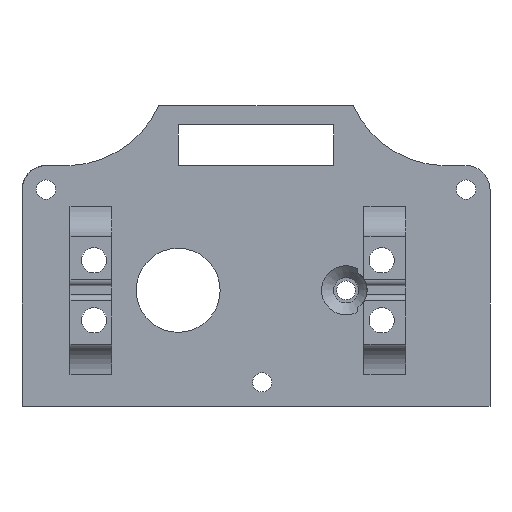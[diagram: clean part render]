
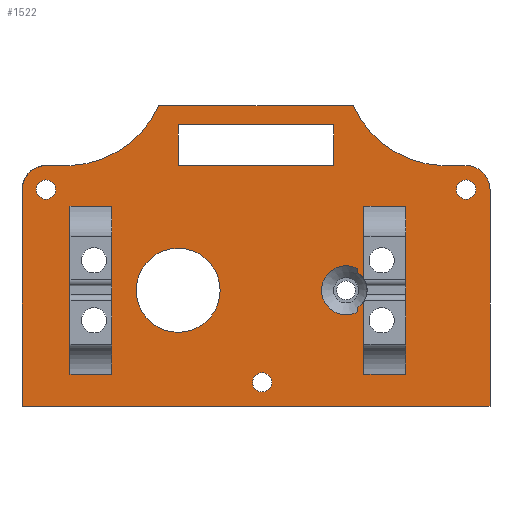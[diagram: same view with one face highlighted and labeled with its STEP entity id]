
A CAD part, front view. The second image highlights one B-rep face of the part: STEP entity #1522.
In plain terms, the highlighted planar face has unit normal (0, -1, 0).
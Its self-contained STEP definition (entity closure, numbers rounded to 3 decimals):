
#39=FACE_BOUND('',#199,.T.);
#40=FACE_BOUND('',#200,.T.);
#41=FACE_BOUND('',#201,.T.);
#42=FACE_BOUND('',#202,.T.);
#43=FACE_BOUND('',#203,.T.);
#44=FACE_BOUND('',#204,.T.);
#45=FACE_BOUND('',#205,.T.);
#115=FACE_OUTER_BOUND('',#198,.T.);
#198=EDGE_LOOP('',(#1133,#1134,#1135,#1136,#1137,#1138,#1139,#1140,#1141,
#1142));
#199=EDGE_LOOP('',(#1143,#1144,#1145,#1146));
#200=EDGE_LOOP('',(#1147));
#201=EDGE_LOOP('',(#1148));
#202=EDGE_LOOP('',(#1149,#1150,#1151,#1152,#1153,#1154,#1155,#1156,#1157,
#1158));
#203=EDGE_LOOP('',(#1159,#1160,#1161,#1162));
#204=EDGE_LOOP('',(#1163));
#205=EDGE_LOOP('',(#1164));
#294=CIRCLE('',#1627,3.5);
#298=CIRCLE('',#1631,3.5);
#312=CIRCLE('',#1653,4.);
#316=CIRCLE('',#1659,17.);
#317=CIRCLE('',#1660,17.);
#318=CIRCLE('',#1661,4.);
#319=CIRCLE('',#1662,1.6);
#320=CIRCLE('',#1663,7.);
#321=CIRCLE('',#1664,4.1);
#322=CIRCLE('',#1665,1.6);
#323=CIRCLE('',#1666,1.6);
#371=LINE('',#2251,#508);
#375=LINE('',#2263,#512);
#379=LINE('',#2274,#516);
#380=LINE('',#2277,#517);
#385=LINE('',#2292,#522);
#390=LINE('',#2306,#527);
#393=LINE('',#2317,#530);
#424=LINE('',#2444,#561);
#425=LINE('',#2448,#562);
#426=LINE('',#2452,#563);
#427=LINE('',#2456,#564);
#428=LINE('',#2458,#565);
#429=LINE('',#2459,#566);
#430=LINE('',#2462,#567);
#431=LINE('',#2464,#568);
#432=LINE('',#2466,#569);
#433=LINE('',#2467,#570);
#434=LINE('',#2474,#571);
#435=LINE('',#2476,#572);
#436=LINE('',#2477,#573);
#437=LINE('',#2478,#574);
#508=VECTOR('',#1783,10.);
#512=VECTOR('',#1793,10.);
#516=VECTOR('',#1801,10.);
#517=VECTOR('',#1804,10.);
#522=VECTOR('',#1819,10.);
#527=VECTOR('',#1832,10.);
#530=VECTOR('',#1839,10.);
#561=VECTOR('',#1936,10.);
#562=VECTOR('',#1939,10.);
#563=VECTOR('',#1942,10.);
#564=VECTOR('',#1945,10.);
#565=VECTOR('',#1946,10.);
#566=VECTOR('',#1947,10.);
#567=VECTOR('',#1948,10.);
#568=VECTOR('',#1949,10.);
#569=VECTOR('',#1950,10.);
#570=VECTOR('',#1951,10.);
#571=VECTOR('',#1958,10.);
#572=VECTOR('',#1959,10.);
#573=VECTOR('',#1960,10.);
#574=VECTOR('',#1961,10.);
#648=VERTEX_POINT('',#2248);
#649=VERTEX_POINT('',#2250);
#651=VERTEX_POINT('',#2255);
#654=VERTEX_POINT('',#2261);
#656=VERTEX_POINT('',#2266);
#659=VERTEX_POINT('',#2272);
#660=VERTEX_POINT('',#2276);
#665=VERTEX_POINT('',#2290);
#669=VERTEX_POINT('',#2304);
#670=VERTEX_POINT('',#2305);
#673=VERTEX_POINT('',#2315);
#680=VERTEX_POINT('',#2351);
#711=VERTEX_POINT('',#2429);
#712=VERTEX_POINT('',#2431);
#716=VERTEX_POINT('',#2443);
#717=VERTEX_POINT('',#2445);
#718=VERTEX_POINT('',#2447);
#719=VERTEX_POINT('',#2449);
#720=VERTEX_POINT('',#2451);
#721=VERTEX_POINT('',#2453);
#722=VERTEX_POINT('',#2455);
#723=VERTEX_POINT('',#2457);
#724=VERTEX_POINT('',#2460);
#725=VERTEX_POINT('',#2461);
#726=VERTEX_POINT('',#2463);
#727=VERTEX_POINT('',#2465);
#728=VERTEX_POINT('',#2468);
#729=VERTEX_POINT('',#2470);
#730=VERTEX_POINT('',#2472);
#731=VERTEX_POINT('',#2475);
#732=VERTEX_POINT('',#2479);
#733=VERTEX_POINT('',#2481);
#796=EDGE_CURVE('',#649,#648,#371,.T.);
#802=EDGE_CURVE('',#651,#654,#375,.T.);
#807=EDGE_CURVE('',#656,#659,#379,.T.);
#808=EDGE_CURVE('',#649,#660,#380,.T.);
#816=EDGE_CURVE('',#665,#648,#385,.T.);
#822=EDGE_CURVE('',#669,#670,#390,.T.);
#827=EDGE_CURVE('',#673,#654,#393,.T.);
#828=EDGE_CURVE('',#670,#659,#294,.T.);
#836=EDGE_CURVE('',#651,#680,#298,.T.);
#876=EDGE_CURVE('',#711,#712,#312,.T.);
#882=EDGE_CURVE('',#711,#716,#424,.T.);
#883=EDGE_CURVE('',#717,#716,#316,.T.);
#884=EDGE_CURVE('',#718,#717,#425,.T.);
#885=EDGE_CURVE('',#718,#719,#317,.F.);
#886=EDGE_CURVE('',#719,#720,#426,.T.);
#887=EDGE_CURVE('',#721,#720,#318,.T.);
#888=EDGE_CURVE('',#721,#722,#427,.T.);
#889=EDGE_CURVE('',#722,#723,#428,.T.);
#890=EDGE_CURVE('',#723,#712,#429,.T.);
#891=EDGE_CURVE('',#724,#725,#430,.T.);
#892=EDGE_CURVE('',#726,#724,#431,.T.);
#893=EDGE_CURVE('',#726,#727,#432,.T.);
#894=EDGE_CURVE('',#727,#725,#433,.T.);
#895=EDGE_CURVE('',#728,#728,#319,.T.);
#896=EDGE_CURVE('',#729,#729,#320,.T.);
#897=EDGE_CURVE('',#730,#669,#321,.T.);
#898=EDGE_CURVE('',#680,#730,#434,.T.);
#899=EDGE_CURVE('',#673,#731,#435,.T.);
#900=EDGE_CURVE('',#656,#731,#436,.T.);
#901=EDGE_CURVE('',#660,#665,#437,.T.);
#902=EDGE_CURVE('',#732,#732,#322,.T.);
#903=EDGE_CURVE('',#733,#733,#323,.T.);
#1133=ORIENTED_EDGE('',*,*,#876,.F.);
#1134=ORIENTED_EDGE('',*,*,#882,.T.);
#1135=ORIENTED_EDGE('',*,*,#883,.F.);
#1136=ORIENTED_EDGE('',*,*,#884,.F.);
#1137=ORIENTED_EDGE('',*,*,#885,.T.);
#1138=ORIENTED_EDGE('',*,*,#886,.T.);
#1139=ORIENTED_EDGE('',*,*,#887,.F.);
#1140=ORIENTED_EDGE('',*,*,#888,.T.);
#1141=ORIENTED_EDGE('',*,*,#889,.T.);
#1142=ORIENTED_EDGE('',*,*,#890,.T.);
#1143=ORIENTED_EDGE('',*,*,#891,.F.);
#1144=ORIENTED_EDGE('',*,*,#892,.F.);
#1145=ORIENTED_EDGE('',*,*,#893,.T.);
#1146=ORIENTED_EDGE('',*,*,#894,.T.);
#1147=ORIENTED_EDGE('',*,*,#895,.F.);
#1148=ORIENTED_EDGE('',*,*,#896,.F.);
#1149=ORIENTED_EDGE('',*,*,#897,.F.);
#1150=ORIENTED_EDGE('',*,*,#898,.F.);
#1151=ORIENTED_EDGE('',*,*,#836,.F.);
#1152=ORIENTED_EDGE('',*,*,#802,.T.);
#1153=ORIENTED_EDGE('',*,*,#827,.F.);
#1154=ORIENTED_EDGE('',*,*,#899,.T.);
#1155=ORIENTED_EDGE('',*,*,#900,.F.);
#1156=ORIENTED_EDGE('',*,*,#807,.T.);
#1157=ORIENTED_EDGE('',*,*,#828,.F.);
#1158=ORIENTED_EDGE('',*,*,#822,.F.);
#1159=ORIENTED_EDGE('',*,*,#796,.T.);
#1160=ORIENTED_EDGE('',*,*,#816,.F.);
#1161=ORIENTED_EDGE('',*,*,#901,.F.);
#1162=ORIENTED_EDGE('',*,*,#808,.F.);
#1163=ORIENTED_EDGE('',*,*,#902,.T.);
#1164=ORIENTED_EDGE('',*,*,#903,.T.);
#1469=PLANE('',#1658);
#1522=ADVANCED_FACE('',(#115,#39,#40,#41,#42,#43,#44,#45),#1469,.F.);
#1627=AXIS2_PLACEMENT_3D('',#2319,#1842,#1843);
#1631=AXIS2_PLACEMENT_3D('',#2352,#1852,#1853);
#1653=AXIS2_PLACEMENT_3D('',#2432,#1922,#1923);
#1658=AXIS2_PLACEMENT_3D('',#2442,#1934,#1935);
#1659=AXIS2_PLACEMENT_3D('',#2446,#1937,#1938);
#1660=AXIS2_PLACEMENT_3D('',#2450,#1940,#1941);
#1661=AXIS2_PLACEMENT_3D('',#2454,#1943,#1944);
#1662=AXIS2_PLACEMENT_3D('',#2469,#1952,#1953);
#1663=AXIS2_PLACEMENT_3D('',#2471,#1954,#1955);
#1664=AXIS2_PLACEMENT_3D('',#2473,#1956,#1957);
#1665=AXIS2_PLACEMENT_3D('',#2480,#1962,#1963);
#1666=AXIS2_PLACEMENT_3D('',#2482,#1964,#1965);
#1783=DIRECTION('',(0.,0.,-1.));
#1793=DIRECTION('',(0.,0.,1.));
#1801=DIRECTION('',(0.,0.,1.));
#1804=DIRECTION('',(-1.,0.,0.));
#1819=DIRECTION('',(1.,0.,0.));
#1832=DIRECTION('',(0.,0.,1.));
#1839=DIRECTION('',(-1.,0.,0.));
#1842=DIRECTION('center_axis',(0.,-1.,0.));
#1843=DIRECTION('ref_axis',(1.,0.,0.));
#1852=DIRECTION('center_axis',(0.,-1.,0.));
#1853=DIRECTION('ref_axis',(1.,0.,0.));
#1922=DIRECTION('center_axis',(0.,1.,0.));
#1923=DIRECTION('ref_axis',(0.707,0.,0.707));
#1934=DIRECTION('center_axis',(0.,1.,0.));
#1935=DIRECTION('ref_axis',(0.,0.,1.));
#1936=DIRECTION('',(-1.,0.,0.));
#1937=DIRECTION('center_axis',(0.,-1.,0.));
#1938=DIRECTION('ref_axis',(-0.04,0.,-0.999));
#1939=DIRECTION('',(1.,0.,0.));
#1940=DIRECTION('center_axis',(0.,-1.,0.));
#1941=DIRECTION('ref_axis',(0.04,0.,-0.999));
#1942=DIRECTION('',(-1.,0.,0.));
#1943=DIRECTION('center_axis',(0.,1.,0.));
#1944=DIRECTION('ref_axis',(-0.707,0.,0.707));
#1945=DIRECTION('',(0.,0.,-1.));
#1946=DIRECTION('',(1.,0.,0.));
#1947=DIRECTION('',(0.,0.,1.));
#1948=DIRECTION('',(-1.,0.,0.));
#1949=DIRECTION('',(0.,0.,1.));
#1950=DIRECTION('',(-1.,0.,0.));
#1951=DIRECTION('',(0.,0.,1.));
#1952=DIRECTION('center_axis',(0.,-1.,0.));
#1953=DIRECTION('ref_axis',(1.,0.,0.));
#1954=DIRECTION('center_axis',(0.,-1.,0.));
#1955=DIRECTION('ref_axis',(1.,0.,0.));
#1956=DIRECTION('center_axis',(0.,-1.,0.));
#1957=DIRECTION('ref_axis',(-1.,0.,0.));
#1958=DIRECTION('',(0.,0.,1.));
#1959=DIRECTION('',(0.,0.,-1.));
#1960=DIRECTION('',(1.,0.,0.));
#1961=DIRECTION('',(0.,0.,-1.));
#1962=DIRECTION('center_axis',(0.,1.,0.));
#1963=DIRECTION('ref_axis',(1.,0.,0.));
#1964=DIRECTION('center_axis',(0.,1.,0.));
#1965=DIRECTION('ref_axis',(1.,0.,0.));
#2248=CARTESIAN_POINT('',(-25.037,0.,-25.15));
#2250=CARTESIAN_POINT('',(-25.037,0.,2.85));
#2251=CARTESIAN_POINT('',(-25.037,0.,-18.15));
#2255=CARTESIAN_POINT('',(16.963,0.,-9.287));
#2261=CARTESIAN_POINT('',(16.963,0.,2.85));
#2263=CARTESIAN_POINT('',(16.963,0.,-4.15));
#2266=CARTESIAN_POINT('',(16.963,0.,-25.15));
#2272=CARTESIAN_POINT('',(16.963,0.,-13.013));
#2274=CARTESIAN_POINT('',(16.963,0.,-4.15));
#2276=CARTESIAN_POINT('',(-32.037,0.,2.85));
#2277=CARTESIAN_POINT('',(-12.019,0.,2.85));
#2290=CARTESIAN_POINT('',(-32.037,0.,-25.15));
#2292=CARTESIAN_POINT('',(-16.019,0.,-25.15));
#2304=CARTESIAN_POINT('',(15.963,0.,-14.75));
#2305=CARTESIAN_POINT('',(15.963,0.,-14.048));
#2306=CARTESIAN_POINT('',(15.963,0.,-6.65));
#2315=CARTESIAN_POINT('',(23.963,0.,2.85));
#2317=CARTESIAN_POINT('',(11.982,0.,2.85));
#2319=CARTESIAN_POINT('Origin',(14.,0.,-11.15));
#2351=CARTESIAN_POINT('',(15.963,0.,-8.252));
#2352=CARTESIAN_POINT('Origin',(14.,0.,-11.15));
#2429=CARTESIAN_POINT('',(34.,0.,9.65));
#2431=CARTESIAN_POINT('',(38.,0.,5.65));
#2432=CARTESIAN_POINT('Origin',(34.,0.,5.65));
#2442=CARTESIAN_POINT('Origin',(0.,0.,0.));
#2443=CARTESIAN_POINT('',(30.,0.,9.65));
#2444=CARTESIAN_POINT('',(38.,0.,9.65));
#2445=CARTESIAN_POINT('',(15.182,0.,19.65));
#2446=CARTESIAN_POINT('Origin',(30.68,0.,26.636));
#2447=CARTESIAN_POINT('',(-17.219,0.,19.65));
#2448=CARTESIAN_POINT('',(-17.219,0.,19.65));
#2449=CARTESIAN_POINT('',(-32.037,0.,9.65));
#2450=CARTESIAN_POINT('Origin',(-32.717,0.,26.636));
#2451=CARTESIAN_POINT('',(-36.,0.,9.65));
#2452=CARTESIAN_POINT('',(-32.037,0.,9.65));
#2453=CARTESIAN_POINT('',(-40.,0.,5.65));
#2454=CARTESIAN_POINT('Origin',(-36.,0.,5.65));
#2455=CARTESIAN_POINT('',(-40.,0.,-30.5));
#2456=CARTESIAN_POINT('',(-40.,0.,9.65));
#2457=CARTESIAN_POINT('',(38.,0.,-30.5));
#2458=CARTESIAN_POINT('',(36.,0.,-30.5));
#2459=CARTESIAN_POINT('',(38.,0.,-30.5));
#2460=CARTESIAN_POINT('',(11.982,0.,16.45));
#2461=CARTESIAN_POINT('',(-14.019,0.,16.45));
#2462=CARTESIAN_POINT('',(-17.219,0.,16.45));
#2463=CARTESIAN_POINT('',(11.982,0.,9.65));
#2464=CARTESIAN_POINT('',(11.982,0.,9.65));
#2465=CARTESIAN_POINT('',(-14.019,0.,9.65));
#2466=CARTESIAN_POINT('',(-15.625,0.,9.65));
#2467=CARTESIAN_POINT('',(-14.019,0.,9.65));
#2468=CARTESIAN_POINT('',(-1.6,0.,-26.5));
#2469=CARTESIAN_POINT('Origin',(0.,0.,-26.5));
#2470=CARTESIAN_POINT('',(-21.,0.,-11.15));
#2471=CARTESIAN_POINT('Origin',(-14.,0.,-11.15));
#2472=CARTESIAN_POINT('',(15.963,0.,-7.55));
#2473=CARTESIAN_POINT('Origin',(14.,0.,-11.15));
#2474=CARTESIAN_POINT('',(15.963,0.,-6.65));
#2475=CARTESIAN_POINT('',(23.963,0.,-25.15));
#2476=CARTESIAN_POINT('',(23.963,0.,-10.075));
#2477=CARTESIAN_POINT('',(7.982,0.,-25.15));
#2478=CARTESIAN_POINT('',(-32.037,0.,-7.288));
#2479=CARTESIAN_POINT('',(35.6,0.,5.65));
#2480=CARTESIAN_POINT('Origin',(34.,0.,5.65));
#2481=CARTESIAN_POINT('',(-34.437,0.,5.65));
#2482=CARTESIAN_POINT('Origin',(-36.037,0.,5.65));
